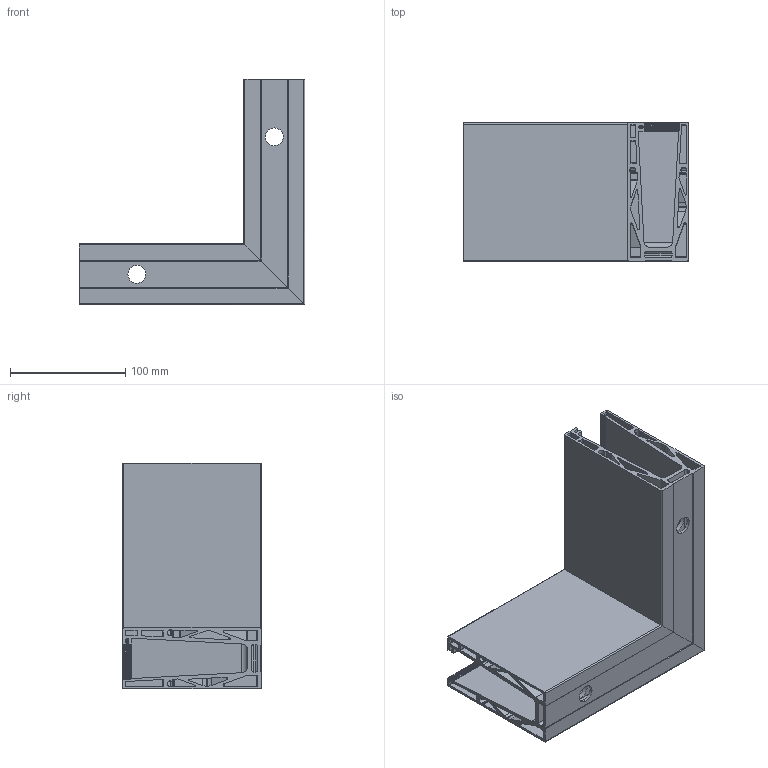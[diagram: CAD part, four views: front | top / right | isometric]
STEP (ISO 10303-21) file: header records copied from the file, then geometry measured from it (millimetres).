
FILE_DESCRIPTION (( 'STEP AP214' ), '1' );
FILE_NAME ('AL_0004-ECO-S-E-90-IN.STEP', '2022-05-26T14:30:21', ( '' ), ( '' ), 'SwSTEP 2.0', 'SolidWorks 2019', '' );
FILE_SCHEMA (( 'AUTOMOTIVE_DESIGN' ));
Length unit declared in the file: millimetre
Products named in the file (1): AL_0004-ECO-S-E-90-IN
Bounding box: 196 x 120.4 x 196 mm (x, y, z)
Volume: 591443.7 mm3; surface area: 401823.4 mm2
Topology: 1 solids, 1 shells, 283 faces, 721 edges, 436 vertices
Faces by surface type: cylinder 169, plane 114
Full cylindrical faces by diameter (mm): 20 x1
Entity records: 8537 total; most frequent: CARTESIAN_POINT 1777, ORIENTED_EDGE 1444, DIRECTION 1381, EDGE_CURVE 722, AXIS2_PLACEMENT_3D 465, VECTOR 451, LINE 451, VERTEX_POINT 437
